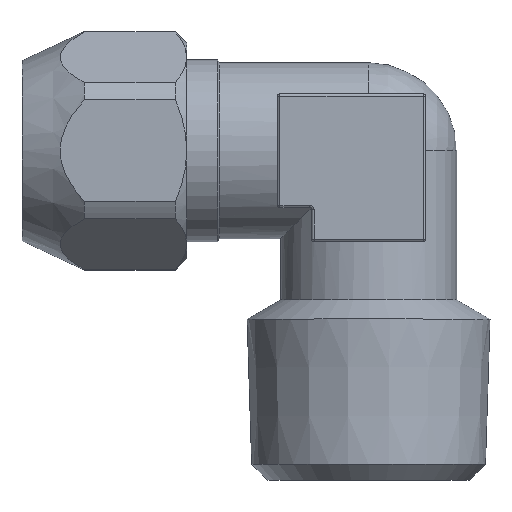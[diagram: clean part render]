
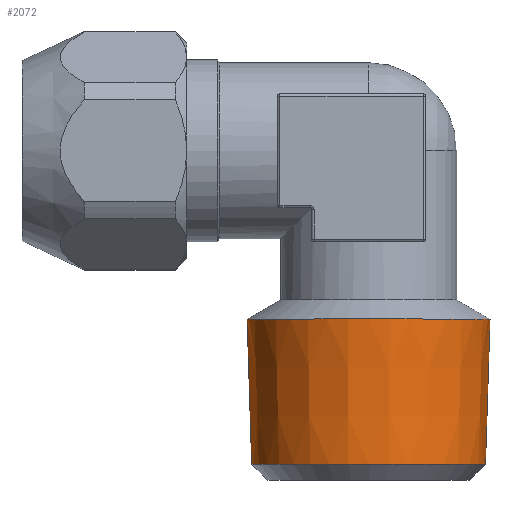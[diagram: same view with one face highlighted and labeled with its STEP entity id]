
A CAD part, top view. The second image highlights one B-rep face of the part: STEP entity #2072.
In plain terms, the highlighted conical face has half-angle 1.78 degrees and reference radius 10.487 mm.
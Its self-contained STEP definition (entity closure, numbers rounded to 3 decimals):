
#381=DIRECTION('',(-0.031,-1.,0.));
#382=VECTOR('',#381,12.788);
#383=CARTESIAN_POINT('',(10.686,-14.819,0.));
#384=LINE('',#383,#382);
#385=DIRECTION('',(0.031,-1.,0.));
#386=VECTOR('',#385,12.788);
#387=CARTESIAN_POINT('',(-10.686,-14.819,0.));
#388=LINE('',#387,#386);
#389=CARTESIAN_POINT('',(0.,-14.819,0.));
#390=DIRECTION('',(0.,-1.,0.));
#391=DIRECTION('',(1.,0.,0.));
#392=AXIS2_PLACEMENT_3D('',#389,#390,#391);
#407=CARTESIAN_POINT('',(0.,-27.6,0.));
#408=DIRECTION('',(0.,-1.,0.));
#409=DIRECTION('',(1.,0.,0.));
#410=AXIS2_PLACEMENT_3D('',#407,#408,#409);
#1550=CARTESIAN_POINT('',(10.289,-27.6,0.));
#1552=VERTEX_POINT('',#1550);
#1554=CARTESIAN_POINT('',(-10.289,-27.6,0.));
#1556=VERTEX_POINT('',#1554);
#1558=CARTESIAN_POINT('',(10.686,-14.819,0.));
#1559=CARTESIAN_POINT('',(-10.686,-14.819,0.));
#1560=VERTEX_POINT('',#1558);
#1561=VERTEX_POINT('',#1559);
#2059=CARTESIAN_POINT('',(0.,-21.209,0.));
#2060=DIRECTION('',(0.,1.,0.));
#2061=DIRECTION('',(1.,0.,0.));
#2062=AXIS2_PLACEMENT_3D('',#2059,#2060,#2061);
#2063=CONICAL_SURFACE('',#2062,10.487,1.78);
#2065=ORIENTED_EDGE('',*,*,#2064,.F.);
#2066=ORIENTED_EDGE('',*,*,#2054,.T.);
#2068=ORIENTED_EDGE('',*,*,#2067,.T.);
#2069=ORIENTED_EDGE('',*,*,#2050,.F.);
#2070=EDGE_LOOP('',(#2065,#2066,#2068,#2069));
#2071=FACE_OUTER_BOUND('',#2070,.F.);
#2072=ADVANCED_FACE('',(#2071),#2063,.T.);
#393=CIRCLE('',#392,10.686);
#411=CIRCLE('',#410,10.289);
#2050=EDGE_CURVE('',#1561,#1556,#388,.T.);
#2054=EDGE_CURVE('',#1560,#1552,#384,.T.);
#2064=EDGE_CURVE('',#1560,#1561,#393,.T.);
#2067=EDGE_CURVE('',#1552,#1556,#411,.T.);
